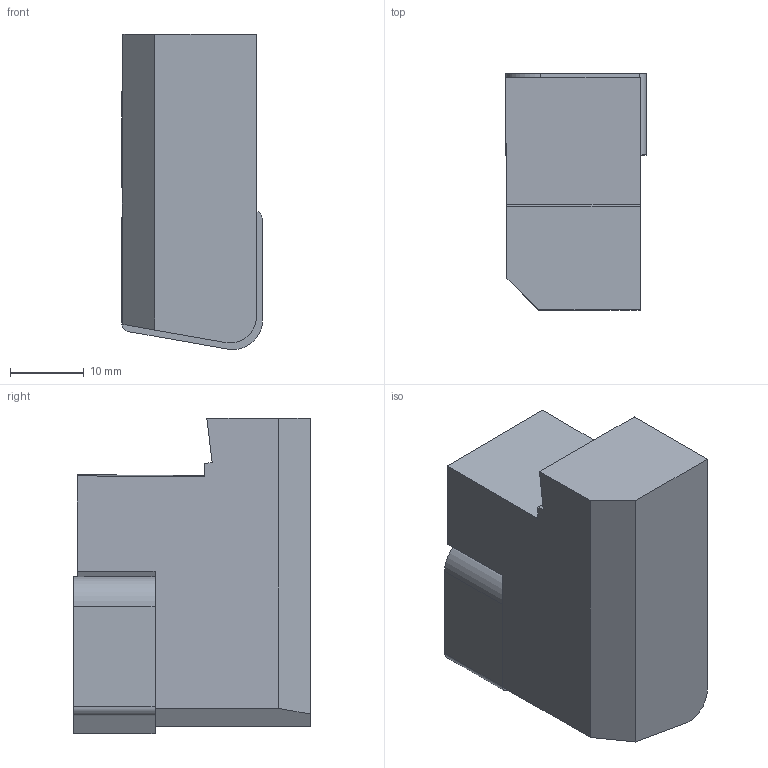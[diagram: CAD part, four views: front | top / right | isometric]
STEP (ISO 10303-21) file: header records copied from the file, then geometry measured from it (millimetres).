
FILE_DESCRIPTION(/* description */ (''),/* implementation_level */ '2;1');
FILE_NAME(/* name */ '1591348695781.stp',/* time_stamp */ '2020-06-05T14:48:33+05:00',/* author */ (''),/* organization */ ('SMS'),/* preprocessor_version */ 'ST-DEVELOPER v16.7',/* originating_system */ 'SIEMENS PLM Software NX 12.0',/* authorisation */ '');
FILE_SCHEMA (('AUTOMOTIVE_DESIGN { 1 0 10303 214 3 1 1 1 }'));
Length unit declared in the file: millimetre
Products named in the file (4): ASSEMBLY_CONSTRUCTION; 201725815mod000_00; 202960982mod000_00; 202960980mod000_00
Assembly tree (3 placements, depth 2):
  202960980mod000_00
    202960982mod000_00
    201725815mod000_00
    ASSEMBLY_CONSTRUCTION
Bounding box: 19.05 x 32 x 42.6 mm (x, y, z)
Volume: 20726.8 mm3; surface area: 5877.8 mm2
Topology: 2 solids, 2 shells, 24 faces, 61 edges, 48 vertices
Faces by surface type: plane 19, cylinder 5
Entity records: 934 total; most frequent: CARTESIAN_POINT 166, DIRECTION 138, ORIENTED_EDGE 120, EDGE_CURVE 60, LINE 50, VECTOR 50, AXIS2_PLACEMENT_3D 44, VERTEX_POINT 40
